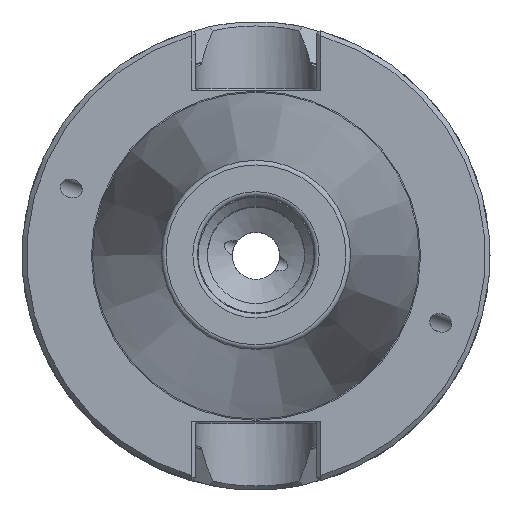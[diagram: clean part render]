
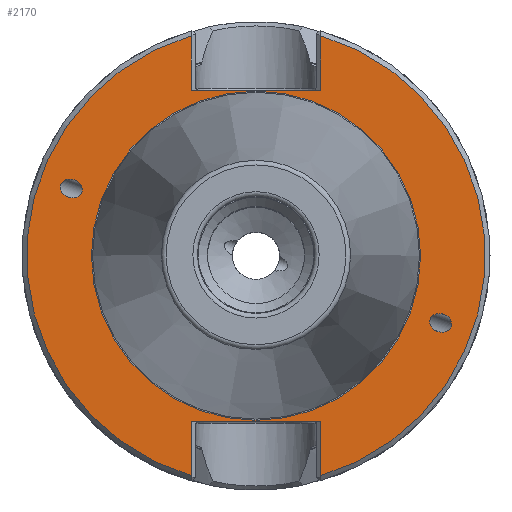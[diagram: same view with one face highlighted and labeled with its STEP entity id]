
A CAD part, top view. The second image highlights one B-rep face of the part: STEP entity #2170.
In plain terms, the highlighted planar face has unit normal (0, 0, 1).
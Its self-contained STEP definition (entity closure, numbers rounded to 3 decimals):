
#30=LINE('',#3183,#84);
#31=LINE('',#3185,#85);
#32=LINE('',#3187,#86);
#33=LINE('',#3188,#87);
#34=LINE('',#3190,#88);
#35=LINE('',#3192,#89);
#84=VECTOR('',#2624,1000.);
#85=VECTOR('',#2625,1000.);
#86=VECTOR('',#2626,1000.);
#87=VECTOR('',#2627,1000.);
#88=VECTOR('',#2628,1000.);
#89=VECTOR('',#2629,1000.);
#130=ELLIPSE('',#2314,2.381,1.95);
#131=ELLIPSE('',#2316,2.381,1.95);
#186=PLANE('',#2326);
#250=CIRCLE('',#2312,35.164);
#251=CIRCLE('',#2322,49.);
#254=CIRCLE('',#2327,49.);
#401=ORIENTED_EDGE('',*,*,#715,.F.);
#402=ORIENTED_EDGE('',*,*,#733,.T.);
#403=ORIENTED_EDGE('',*,*,#734,.T.);
#404=ORIENTED_EDGE('',*,*,#735,.T.);
#405=ORIENTED_EDGE('',*,*,#736,.T.);
#406=ORIENTED_EDGE('',*,*,#727,.T.);
#407=ORIENTED_EDGE('',*,*,#737,.T.);
#408=ORIENTED_EDGE('',*,*,#738,.T.);
#409=ORIENTED_EDGE('',*,*,#739,.T.);
#410=ORIENTED_EDGE('',*,*,#714,.F.);
#411=ORIENTED_EDGE('',*,*,#713,.F.);
#713=EDGE_CURVE('',#903,#903,#250,.T.);
#714=EDGE_CURVE('',#904,#904,#130,.T.);
#715=EDGE_CURVE('',#905,#905,#131,.T.);
#727=EDGE_CURVE('',#917,#916,#251,.T.);
#733=EDGE_CURVE('',#920,#921,#254,.T.);
#734=EDGE_CURVE('',#921,#922,#30,.T.);
#735=EDGE_CURVE('',#922,#923,#31,.T.);
#736=EDGE_CURVE('',#923,#917,#32,.T.);
#737=EDGE_CURVE('',#916,#924,#33,.T.);
#738=EDGE_CURVE('',#924,#925,#34,.T.);
#739=EDGE_CURVE('',#925,#920,#35,.T.);
#903=VERTEX_POINT('',#3110);
#904=VERTEX_POINT('',#3113);
#905=VERTEX_POINT('',#3116);
#916=VERTEX_POINT('',#3165);
#917=VERTEX_POINT('',#3167);
#920=VERTEX_POINT('',#3181);
#921=VERTEX_POINT('',#3182);
#922=VERTEX_POINT('',#3184);
#923=VERTEX_POINT('',#3186);
#924=VERTEX_POINT('',#3189);
#925=VERTEX_POINT('',#3191);
#1141=EDGE_LOOP('',(#401));
#1142=EDGE_LOOP('',(#402,#403,#404,#405,#406,#407,#408,#409));
#1143=EDGE_LOOP('',(#410));
#1144=EDGE_LOOP('',(#411));
#1307=FACE_BOUND('',#1141,.T.);
#1308=FACE_BOUND('',#1142,.T.);
#1309=FACE_BOUND('',#1143,.T.);
#1310=FACE_BOUND('',#1144,.T.);
#2170=ADVANCED_FACE('',(#1307,#1308,#1309,#1310),#186,.T.);
#2312=AXIS2_PLACEMENT_3D('',#3109,#2584,#2585);
#2314=AXIS2_PLACEMENT_3D('',#3112,#2588,#2589);
#2316=AXIS2_PLACEMENT_3D('',#3115,#2592,#2593);
#2322=AXIS2_PLACEMENT_3D('',#3166,#2610,#2611);
#2326=AXIS2_PLACEMENT_3D('',#3179,#2620,#2621);
#2327=AXIS2_PLACEMENT_3D('',#3180,#2622,#2623);
#2584=DIRECTION('',(0.,0.,1.));
#2585=DIRECTION('',(1.,0.,0.));
#2588=DIRECTION('',(0.,0.,1.));
#2589=DIRECTION('',(-0.94,0.342,0.));
#2592=DIRECTION('',(0.,0.,1.));
#2593=DIRECTION('',(0.94,-0.342,0.));
#2610=DIRECTION('',(0.,0.,1.));
#2611=DIRECTION('',(1.,0.,0.));
#2620=DIRECTION('',(0.,0.,1.));
#2621=DIRECTION('',(1.,0.,0.));
#2622=DIRECTION('',(0.,0.,1.));
#2623=DIRECTION('',(1.,0.,0.));
#2624=DIRECTION('',(0.,1.,0.));
#2625=DIRECTION('',(1.,0.,0.));
#2626=DIRECTION('',(0.,-1.,0.));
#2627=DIRECTION('',(0.,-1.,0.));
#2628=DIRECTION('',(-1.,0.,0.));
#2629=DIRECTION('',(0.,1.,0.));
#3109=CARTESIAN_POINT('',(0.,0.,-3.));
#3110=CARTESIAN_POINT('',(35.164,0.,-3.));
#3112=CARTESIAN_POINT('',(39.467,-14.365,-3.));
#3113=CARTESIAN_POINT('',(37.23,-13.551,-3.));
#3115=CARTESIAN_POINT('',(-39.467,14.365,-3.));
#3116=CARTESIAN_POINT('',(-37.23,13.551,-3.));
#3165=CARTESIAN_POINT('',(13.85,47.002,-3.));
#3166=CARTESIAN_POINT('',(0.,0.,-3.));
#3167=CARTESIAN_POINT('',(13.85,-47.002,-3.));
#3179=CARTESIAN_POINT('',(35.164,0.,-3.));
#3180=CARTESIAN_POINT('',(0.,0.,-3.));
#3181=CARTESIAN_POINT('',(-13.85,47.002,-3.));
#3182=CARTESIAN_POINT('',(-13.85,-47.002,-3.));
#3183=CARTESIAN_POINT('',(-13.85,0.,-3.));
#3184=CARTESIAN_POINT('',(-13.85,-35.35,-3.));
#3185=CARTESIAN_POINT('',(35.164,-35.35,-3.));
#3186=CARTESIAN_POINT('',(13.85,-35.35,-3.));
#3187=CARTESIAN_POINT('',(13.85,0.,-3.));
#3188=CARTESIAN_POINT('',(13.85,0.,-3.));
#3189=CARTESIAN_POINT('',(13.85,35.35,-3.));
#3190=CARTESIAN_POINT('',(35.164,35.35,-3.));
#3191=CARTESIAN_POINT('',(-13.85,35.35,-3.));
#3192=CARTESIAN_POINT('',(-13.85,0.,-3.));
